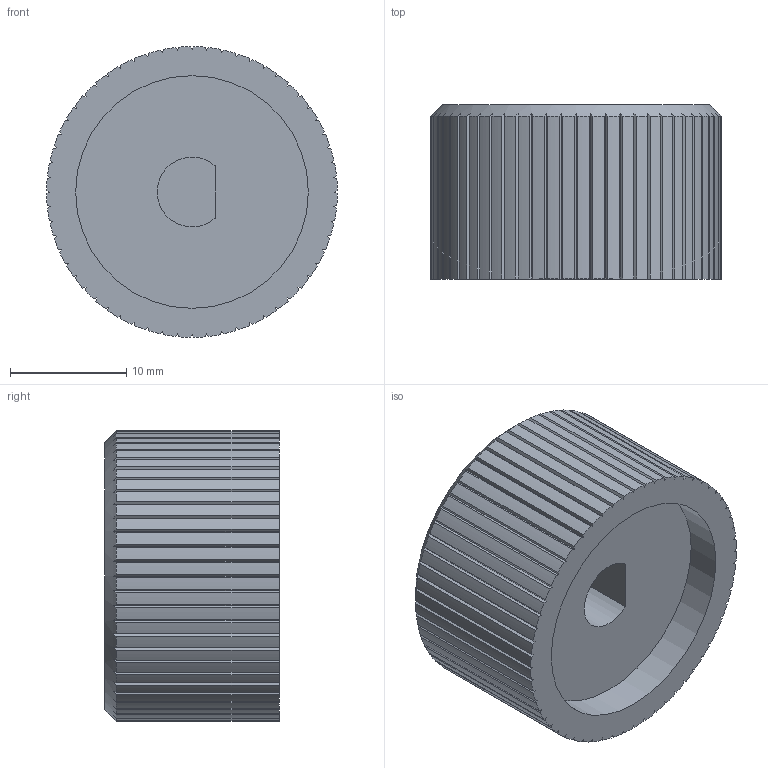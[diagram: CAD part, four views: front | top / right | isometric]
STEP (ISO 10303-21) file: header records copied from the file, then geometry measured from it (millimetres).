
FILE_DESCRIPTION(/* description */ (''),/* implementation_level */ '2;1');
FILE_NAME(/* name */ '25mm Knob v1.step',/* time_stamp */ '2022-03-27T12:18:23+11:00',/* author */ (''),/* organization */ (''),/* preprocessor_version */ 'ST-DEVELOPER v18.1',/* originating_system */ 'Autodesk Translation Framework v10.13.0.1454',/* authorisation */ '');
FILE_SCHEMA (('AUTOMOTIVE_DESIGN { 1 0 10303 214 3 1 1 }'));
Length unit declared in the file: millimetre
Products named in the file (1): 25mm Knob
Bounding box: 25 x 15 x 25 mm (x, y, z)
Volume: 6125.5 mm3; surface area: 2706.3 mm2
Topology: 1 solids, 1 shells, 188 faces, 551 edges, 367 vertices
Faces by surface type: plane 125, cylinder 62, cone 1
Full cylindrical faces by diameter (mm): 20 x1
Entity records: 6145 total; most frequent: CARTESIAN_POINT 1347, ORIENTED_EDGE 1102, DIRECTION 934, EDGE_CURVE 551, VERTEX_POINT 367, AXIS2_PLACEMENT_3D 314, LINE 306, VECTOR 306
